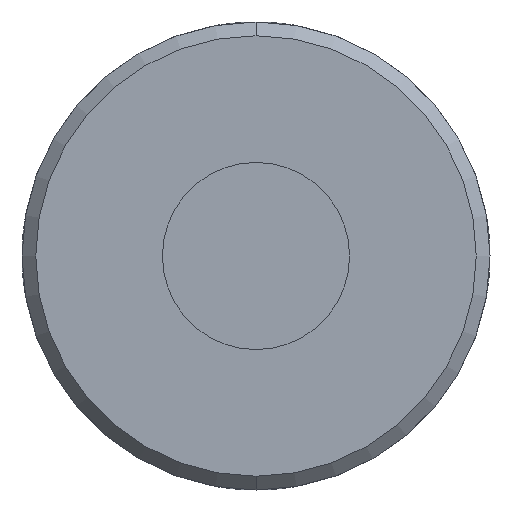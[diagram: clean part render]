
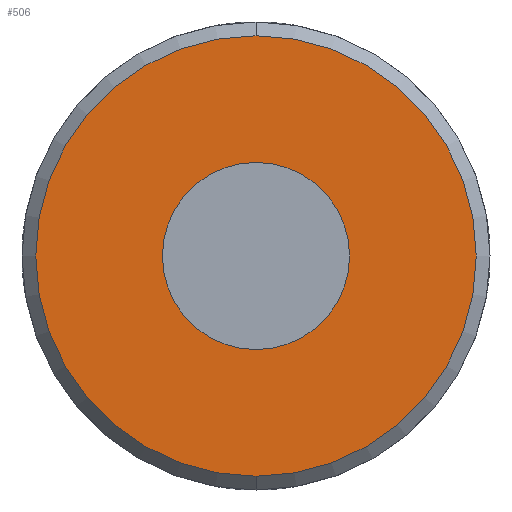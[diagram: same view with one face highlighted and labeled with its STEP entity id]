
A CAD part, front view. The second image highlights one B-rep face of the part: STEP entity #506.
In plain terms, the highlighted planar face has unit normal (0, -1, 0).
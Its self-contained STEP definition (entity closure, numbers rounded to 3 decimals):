
#26 = CARTESIAN_POINT ( 'NONE',  ( 0., 0., 8. ) ) ;
#32 = FACE_BOUND ( 'NONE', #1162, .T. ) ;
#154 = CIRCLE ( 'NONE', #672, 3.4 ) ;
#169 = DIRECTION ( 'NONE',  ( 0., -1., 0. ) ) ;
#196 = DIRECTION ( 'NONE',  ( 0., 0., -1. ) ) ;
#203 = ORIENTED_EDGE ( 'NONE', *, *, #936, .T. ) ;
#263 = AXIS2_PLACEMENT_3D ( 'NONE', #1204, #1509, #1493 ) ;
#265 = EDGE_CURVE ( 'NONE', #1417, #454, #496, .T. ) ;
#454 = VERTEX_POINT ( 'NONE', #1781 ) ;
#486 = EDGE_CURVE ( 'NONE', #720, #764, #1578, .T. ) ;
#496 = CIRCLE ( 'NONE', #1577, 8. ) ;
#506 = ADVANCED_FACE ( 'NONE', ( #32, #1197 ), #914, .F. ) ;
#531 = CARTESIAN_POINT ( 'NONE',  ( 0., 0., 0. ) ) ;
#614 = ORIENTED_EDGE ( 'NONE', *, *, #265, .T. ) ;
#664 = ORIENTED_EDGE ( 'NONE', *, *, #1821, .F. ) ;
#672 = AXIS2_PLACEMENT_3D ( 'NONE', #531, #1573, #1419 ) ;
#719 = DIRECTION ( 'NONE',  ( 0., 0., 1. ) ) ;
#720 = VERTEX_POINT ( 'NONE', #1750 ) ;
#730 = CARTESIAN_POINT ( 'NONE',  ( 0., 0., 0. ) ) ;
#763 = CARTESIAN_POINT ( 'NONE',  ( 0., 0., 0. ) ) ;
#764 = VERTEX_POINT ( 'NONE', #1607 ) ;
#823 = ORIENTED_EDGE ( 'NONE', *, *, #486, .F. ) ;
#914 = PLANE ( 'NONE',  #263 ) ;
#916 = CARTESIAN_POINT ( 'NONE',  ( 0., 0., 0. ) ) ;
#936 = EDGE_CURVE ( 'NONE', #454, #1417, #964, .T. ) ;
#958 = EDGE_LOOP ( 'NONE', ( #614, #203 ) ) ;
#964 = CIRCLE ( 'NONE', #1113, 8. ) ;
#1085 = AXIS2_PLACEMENT_3D ( 'NONE', #763, #1501, #196 ) ;
#1090 = DIRECTION ( 'NONE',  ( 0., -1., 0. ) ) ;
#1113 = AXIS2_PLACEMENT_3D ( 'NONE', #916, #1090, #1390 ) ;
#1162 = EDGE_LOOP ( 'NONE', ( #664, #823 ) ) ;
#1197 = FACE_OUTER_BOUND ( 'NONE', #958, .T. ) ;
#1204 = CARTESIAN_POINT ( 'NONE',  ( 0., 0., 0. ) ) ;
#1390 = DIRECTION ( 'NONE',  ( 0., 0., 1. ) ) ;
#1417 = VERTEX_POINT ( 'NONE', #26 ) ;
#1419 = DIRECTION ( 'NONE',  ( 0., 0., -1. ) ) ;
#1493 = DIRECTION ( 'NONE',  ( 0., 0., 1. ) ) ;
#1501 = DIRECTION ( 'NONE',  ( 0., -1., 0. ) ) ;
#1509 = DIRECTION ( 'NONE',  ( 0., 1., 0. ) ) ;
#1573 = DIRECTION ( 'NONE',  ( 0., -1., 0. ) ) ;
#1577 = AXIS2_PLACEMENT_3D ( 'NONE', #730, #169, #719 ) ;
#1578 = CIRCLE ( 'NONE', #1085, 3.4 ) ;
#1607 = CARTESIAN_POINT ( 'NONE',  ( 0., 0., -3.4 ) ) ;
#1750 = CARTESIAN_POINT ( 'NONE',  ( 0., 0., 3.4 ) ) ;
#1781 = CARTESIAN_POINT ( 'NONE',  ( 0., 0., -8. ) ) ;
#1821 = EDGE_CURVE ( 'NONE', #764, #720, #154, .T. ) ;
